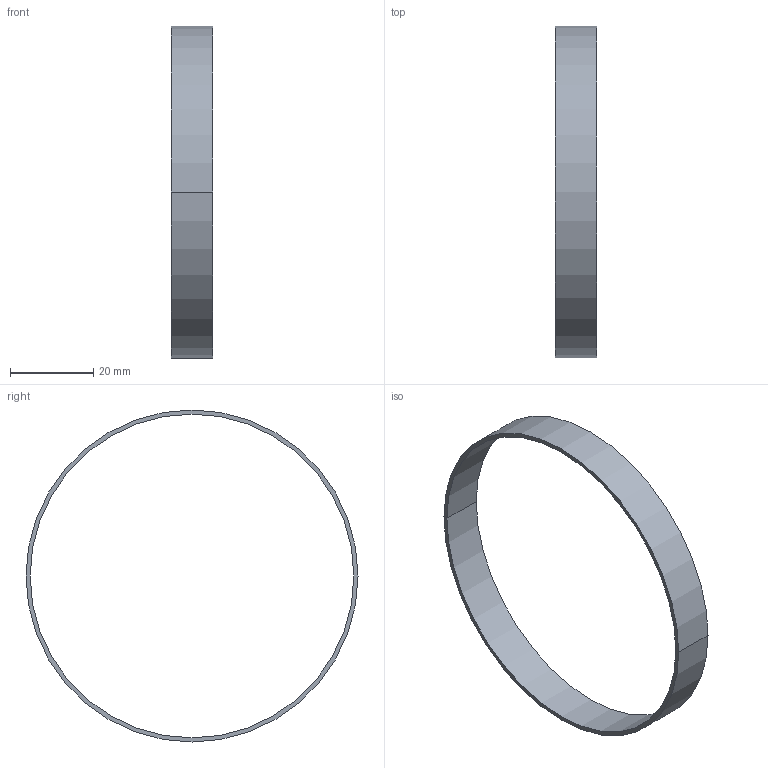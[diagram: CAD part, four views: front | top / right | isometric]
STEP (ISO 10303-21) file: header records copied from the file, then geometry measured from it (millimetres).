
FILE_DESCRIPTION((''),'2;1');
FILE_NAME('RING','2019-12-27T14:03:47',('max'),(''),'CREO PARAMETRIC BY PTC INC, 2019224','CREO PARAMETRIC BY PTC INC, 2019224','');
FILE_SCHEMA(('CONFIG_CONTROL_DESIGN'));
Length unit declared in the file: millimetre
Products named in the file (1): RING
Bounding box: 10 x 80 x 80 mm (x, y, z)
Volume: 2481.9 mm3; surface area: 5460.1 mm2
Topology: 1 solids, 1 shells, 6 faces, 12 edges, 8 vertices
Faces by surface type: cylinder 4, plane 2
Entity records: 206 total; most frequent: DIRECTION 32, CARTESIAN_POINT 26, ORIENTED_EDGE 24, AXIS2_PLACEMENT_3D 14, EDGE_CURVE 12, VERTEX_POINT 8, EDGE_LOOP 8, CIRCLE 8
